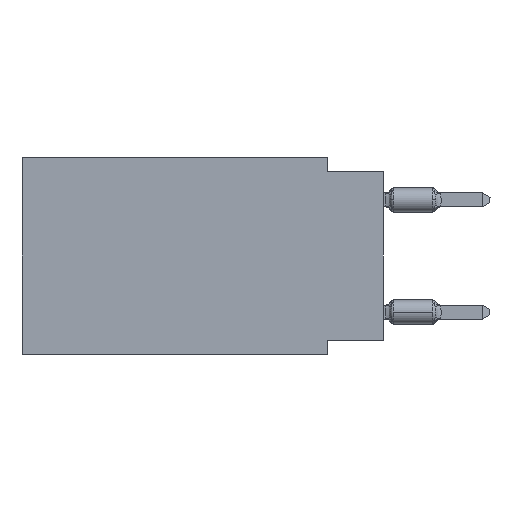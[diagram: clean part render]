
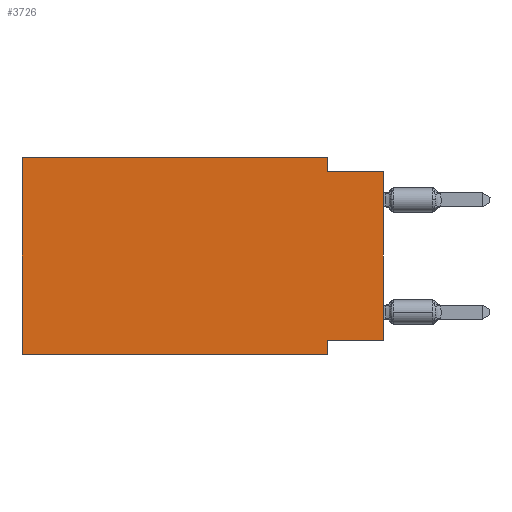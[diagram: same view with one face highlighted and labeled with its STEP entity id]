
A CAD part, left-side view. The second image highlights one B-rep face of the part: STEP entity #3726.
In plain terms, the highlighted planar face has unit normal (-1, 0, 0).
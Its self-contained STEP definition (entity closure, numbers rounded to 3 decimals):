
#396 = ORIENTED_EDGE ( 'NONE', *, *, #10640, .F. ) ;
#1362 = LINE ( 'NONE', #3437, #21587 ) ;
#1593 = LINE ( 'NONE', #7570, #5115 ) ;
#1946 = CARTESIAN_POINT ( 'NONE',  ( 0., 16.383, -8.89 ) ) ;
#2284 = LINE ( 'NONE', #6057, #15693 ) ;
#2308 = VERTEX_POINT ( 'NONE', #15014 ) ;
#2335 = DIRECTION ( 'NONE',  ( 0., -1., 0. ) ) ;
#2469 = PLANE ( 'NONE',  #10691 ) ;
#2483 = EDGE_CURVE ( 'NONE', #24313, #2308, #9722, .T. ) ;
#2508 = EDGE_CURVE ( 'NONE', #2308, #20623, #6455, .T. ) ;
#2574 = EDGE_CURVE ( 'NONE', #21357, #6050, #12224, .T. ) ;
#3365 = ORIENTED_EDGE ( 'NONE', *, *, #2483, .F. ) ;
#3437 = CARTESIAN_POINT ( 'NONE',  ( 0., 0., -0.635 ) ) ;
#3726 = ADVANCED_FACE ( 'NONE', ( #8055 ), #2469, .F. ) ;
#3789 = EDGE_CURVE ( 'NONE', #24313, #18073, #12127, .T. ) ;
#4022 = DIRECTION ( 'NONE',  ( 1., 0., 0. ) ) ;
#4117 = ORIENTED_EDGE ( 'NONE', *, *, #2508, .F. ) ;
#4510 = CARTESIAN_POINT ( 'NONE',  ( 0., 16.383, 0. ) ) ;
#5115 = VECTOR ( 'NONE', #21989, 1000. ) ;
#5329 = CARTESIAN_POINT ( 'NONE',  ( 0., 2.54, -8.89 ) ) ;
#5669 = ORIENTED_EDGE ( 'NONE', *, *, #18887, .F. ) ;
#5791 = DIRECTION ( 'NONE',  ( 0., 0., -1. ) ) ;
#6050 = VERTEX_POINT ( 'NONE', #13130 ) ;
#6057 = CARTESIAN_POINT ( 'NONE',  ( 0., 0., -8.255 ) ) ;
#6191 = DIRECTION ( 'NONE',  ( 0., 1., 0. ) ) ;
#6328 = DIRECTION ( 'NONE',  ( 0., -1., 0. ) ) ;
#6455 = LINE ( 'NONE', #4510, #6957 ) ;
#6536 = CARTESIAN_POINT ( 'NONE',  ( 0., 2.54, -8.255 ) ) ;
#6957 = VECTOR ( 'NONE', #6328, 1000. ) ;
#7270 = ORIENTED_EDGE ( 'NONE', *, *, #3789, .T. ) ;
#7570 = CARTESIAN_POINT ( 'NONE',  ( 0., 2.54, 0. ) ) ;
#7979 = CARTESIAN_POINT ( 'NONE',  ( 0., 0., -8.255 ) ) ;
#8055 = FACE_OUTER_BOUND ( 'NONE', #19209, .T. ) ;
#8148 = DIRECTION ( 'NONE',  ( 0., 0., 1. ) ) ;
#9722 = LINE ( 'NONE', #25469, #18252 ) ;
#10127 = ORIENTED_EDGE ( 'NONE', *, *, #20957, .F. ) ;
#10594 = VECTOR ( 'NONE', #5791, 1000. ) ;
#10640 = EDGE_CURVE ( 'NONE', #20623, #19075, #1593, .T. ) ;
#10691 = AXIS2_PLACEMENT_3D ( 'NONE', #18298, #4022, #21842 ) ;
#12127 = LINE ( 'NONE', #1946, #24521 ) ;
#12224 = LINE ( 'NONE', #18521, #23295 ) ;
#13130 = CARTESIAN_POINT ( 'NONE',  ( 0., 0., -0.635 ) ) ;
#13420 = ORIENTED_EDGE ( 'NONE', *, *, #2574, .T. ) ;
#14643 = CARTESIAN_POINT ( 'NONE',  ( 0., 2.54, -0.635 ) ) ;
#15014 = CARTESIAN_POINT ( 'NONE',  ( 0., 16.383, 0. ) ) ;
#15506 = DIRECTION ( 'NONE',  ( 0., 0., 1. ) ) ;
#15693 = VECTOR ( 'NONE', #6191, 1000. ) ;
#15697 = CARTESIAN_POINT ( 'NONE',  ( 0., 2.54, 0. ) ) ;
#18073 = VERTEX_POINT ( 'NONE', #5329 ) ;
#18252 = VECTOR ( 'NONE', #15506, 1000. ) ;
#18298 = CARTESIAN_POINT ( 'NONE',  ( 0., 16.383, 0. ) ) ;
#18521 = CARTESIAN_POINT ( 'NONE',  ( 0., 0., 0. ) ) ;
#18887 = EDGE_CURVE ( 'NONE', #19075, #6050, #1362, .T. ) ;
#19075 = VERTEX_POINT ( 'NONE', #14643 ) ;
#19088 = ORIENTED_EDGE ( 'NONE', *, *, #24865, .F. ) ;
#19209 = EDGE_LOOP ( 'NONE', ( #13420, #5669, #396, #4117, #3365, #7270, #19088, #10127 ) ) ;
#19804 = LINE ( 'NONE', #25834, #10594 ) ;
#20623 = VERTEX_POINT ( 'NONE', #15697 ) ;
#20957 = EDGE_CURVE ( 'NONE', #21357, #22440, #2284, .T. ) ;
#21357 = VERTEX_POINT ( 'NONE', #7979 ) ;
#21493 = DIRECTION ( 'NONE',  ( 0., -1., 0. ) ) ;
#21587 = VECTOR ( 'NONE', #21493, 1000. ) ;
#21842 = DIRECTION ( 'NONE',  ( 0., 0., -1. ) ) ;
#21989 = DIRECTION ( 'NONE',  ( 0., 0., -1. ) ) ;
#22440 = VERTEX_POINT ( 'NONE', #6536 ) ;
#22764 = CARTESIAN_POINT ( 'NONE',  ( 0., 16.383, -8.89 ) ) ;
#23295 = VECTOR ( 'NONE', #8148, 1000. ) ;
#24313 = VERTEX_POINT ( 'NONE', #22764 ) ;
#24521 = VECTOR ( 'NONE', #2335, 1000. ) ;
#24865 = EDGE_CURVE ( 'NONE', #22440, #18073, #19804, .T. ) ;
#25469 = CARTESIAN_POINT ( 'NONE',  ( 0., 16.383, 0. ) ) ;
#25834 = CARTESIAN_POINT ( 'NONE',  ( 0., 2.54, -8.89 ) ) ;
